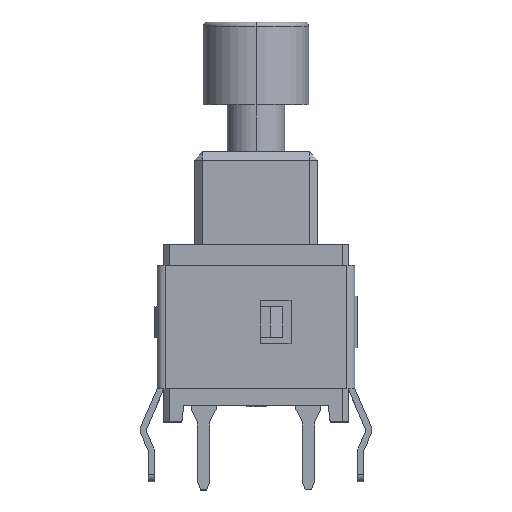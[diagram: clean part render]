
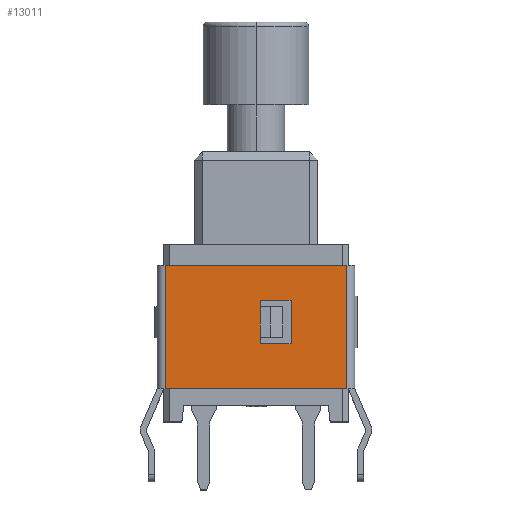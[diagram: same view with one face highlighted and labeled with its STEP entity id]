
A CAD part, top view. The second image highlights one B-rep face of the part: STEP entity #13011.
In plain terms, the highlighted planar face has unit normal (0, 0, 1).
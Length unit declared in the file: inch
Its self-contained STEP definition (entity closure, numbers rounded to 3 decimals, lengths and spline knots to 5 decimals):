
#159 = VECTOR ( 'NONE', #8660, 39.37008 ) ;
#685 = LINE ( 'NONE', #3269, #16223 ) ;
#740 = VECTOR ( 'NONE', #10468, 39.37008 ) ;
#1041 = VERTEX_POINT ( 'NONE', #4975 ) ;
#1528 = VECTOR ( 'NONE', #8891, 39.37008 ) ;
#1601 = CARTESIAN_POINT ( 'NONE',  ( 0.37284, 0.28022, 0.39379 ) ) ;
#1881 = VECTOR ( 'NONE', #12757, 39.37008 ) ;
#2050 = DIRECTION ( 'NONE',  ( 0., -1., 0. ) ) ;
#2126 = DIRECTION ( 'NONE',  ( -1., 0., 0. ) ) ;
#2307 = DIRECTION ( 'NONE',  ( -1., 0., 0. ) ) ;
#2418 = ORIENTED_EDGE ( 'NONE', *, *, #2709, .F. ) ;
#2709 = EDGE_CURVE ( 'NONE', #3089, #10016, #685, .T. ) ;
#2962 = VECTOR ( 'NONE', #2126, 39.37008 ) ;
#3089 = VERTEX_POINT ( 'NONE', #11971 ) ;
#3105 = CARTESIAN_POINT ( 'NONE',  ( 0.47914, 0.34715, 0.39379 ) ) ;
#3169 = CARTESIAN_POINT ( 'NONE',  ( 0.31378, 0.28022, 0.39379 ) ) ;
#3269 = CARTESIAN_POINT ( 'NONE',  ( 0.49489, 0.34715, 0.39379 ) ) ;
#3577 = EDGE_CURVE ( 'NONE', #1041, #16144, #12101, .T. ) ;
#3593 = LINE ( 'NONE', #16065, #159 ) ;
#3705 = CARTESIAN_POINT ( 'NONE',  ( 0.37284, 0.28022, 0.39379 ) ) ;
#3716 = FACE_BOUND ( 'NONE', #9298, .T. ) ;
#3821 = CARTESIAN_POINT ( 'NONE',  ( 0.31378, 0.28022, 0.39379 ) ) ;
#3883 = FACE_OUTER_BOUND ( 'NONE', #13891, .T. ) ;
#4269 = DIRECTION ( 'NONE',  ( 1., 0., 0. ) ) ;
#4540 = CARTESIAN_POINT ( 'NONE',  ( 0.49489, 0.11093, 0.39379 ) ) ;
#4622 = ORIENTED_EDGE ( 'NONE', *, *, #14547, .T. ) ;
#4659 = EDGE_CURVE ( 'NONE', #7217, #6175, #7451, .T. ) ;
#4743 = ORIENTED_EDGE ( 'NONE', *, *, #14043, .T. ) ;
#4975 = CARTESIAN_POINT ( 'NONE',  ( 0.47914, 0.11093, 0.39379 ) ) ;
#5234 = VECTOR ( 'NONE', #15436, 39.37008 ) ;
#5516 = ORIENTED_EDGE ( 'NONE', *, *, #8394, .F. ) ;
#6175 = VERTEX_POINT ( 'NONE', #1601 ) ;
#6273 = VERTEX_POINT ( 'NONE', #3169 ) ;
#6306 = LINE ( 'NONE', #16439, #5234 ) ;
#6396 = ORIENTED_EDGE ( 'NONE', *, *, #11204, .F. ) ;
#6519 = VERTEX_POINT ( 'NONE', #10230 ) ;
#7217 = VERTEX_POINT ( 'NONE', #13219 ) ;
#7451 = LINE ( 'NONE', #3705, #1881 ) ;
#8363 = LINE ( 'NONE', #15758, #15494 ) ;
#8394 = EDGE_CURVE ( 'NONE', #6273, #6519, #8363, .T. ) ;
#8660 = DIRECTION ( 'NONE',  ( 1., 0., 0. ) ) ;
#8891 = DIRECTION ( 'NONE',  ( -1., 0., 0. ) ) ;
#8948 = PLANE ( 'NONE',  #9223 ) ;
#9109 = ORIENTED_EDGE ( 'NONE', *, *, #3577, .F. ) ;
#9141 = CARTESIAN_POINT ( 'NONE',  ( 0.47914, 0.11093, 0.39379 ) ) ;
#9223 = AXIS2_PLACEMENT_3D ( 'NONE', #15093, #13684, #2307 ) ;
#9298 = EDGE_LOOP ( 'NONE', ( #6396, #5516, #10169, #9741 ) ) ;
#9741 = ORIENTED_EDGE ( 'NONE', *, *, #4659, .F. ) ;
#10016 = VERTEX_POINT ( 'NONE', #3105 ) ;
#10169 = ORIENTED_EDGE ( 'NONE', *, *, #15160, .F. ) ;
#10230 = CARTESIAN_POINT ( 'NONE',  ( 0.31378, 0.19754, 0.39379 ) ) ;
#10468 = DIRECTION ( 'NONE',  ( 0., 1., 0. ) ) ;
#11204 = EDGE_CURVE ( 'NONE', #6519, #7217, #3593, .T. ) ;
#11971 = CARTESIAN_POINT ( 'NONE',  ( 0.13268, 0.34715, 0.39379 ) ) ;
#12101 = LINE ( 'NONE', #4540, #2962 ) ;
#12757 = DIRECTION ( 'NONE',  ( 0., 1., 0. ) ) ;
#13011 = ADVANCED_FACE ( 'NONE', ( #3716, #3883 ), #8948, .F. ) ;
#13219 = CARTESIAN_POINT ( 'NONE',  ( 0.37284, 0.19754, 0.39379 ) ) ;
#13684 = DIRECTION ( 'NONE',  ( 0., 0., -1. ) ) ;
#13891 = EDGE_LOOP ( 'NONE', ( #4622, #9109, #4743, #2418 ) ) ;
#14043 = EDGE_CURVE ( 'NONE', #1041, #10016, #15778, .T. ) ;
#14215 = CARTESIAN_POINT ( 'NONE',  ( 0.13268, 0.11093, 0.39379 ) ) ;
#14547 = EDGE_CURVE ( 'NONE', #3089, #16144, #6306, .T. ) ;
#15093 = CARTESIAN_POINT ( 'NONE',  ( 0.30591, 0.22904, 0.39379 ) ) ;
#15160 = EDGE_CURVE ( 'NONE', #6175, #6273, #15205, .T. ) ;
#15205 = LINE ( 'NONE', #3821, #1528 ) ;
#15436 = DIRECTION ( 'NONE',  ( 0., -1., 0. ) ) ;
#15494 = VECTOR ( 'NONE', #2050, 39.37008 ) ;
#15758 = CARTESIAN_POINT ( 'NONE',  ( 0.31378, 0.28022, 0.39379 ) ) ;
#15778 = LINE ( 'NONE', #9141, #740 ) ;
#16065 = CARTESIAN_POINT ( 'NONE',  ( 0.31378, 0.19754, 0.39379 ) ) ;
#16144 = VERTEX_POINT ( 'NONE', #14215 ) ;
#16223 = VECTOR ( 'NONE', #4269, 39.37008 ) ;
#16439 = CARTESIAN_POINT ( 'NONE',  ( 0.13268, 0.34715, 0.39379 ) ) ;
